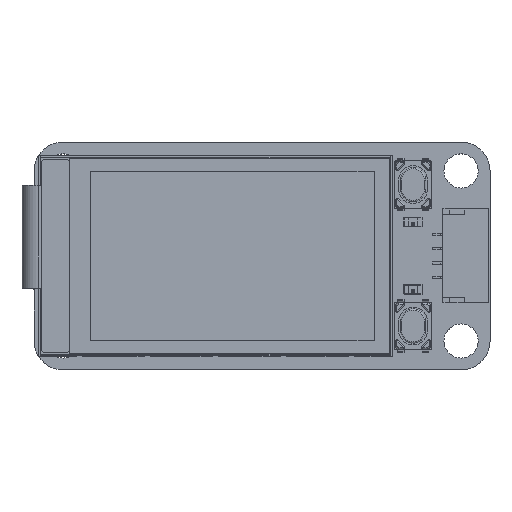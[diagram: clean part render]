
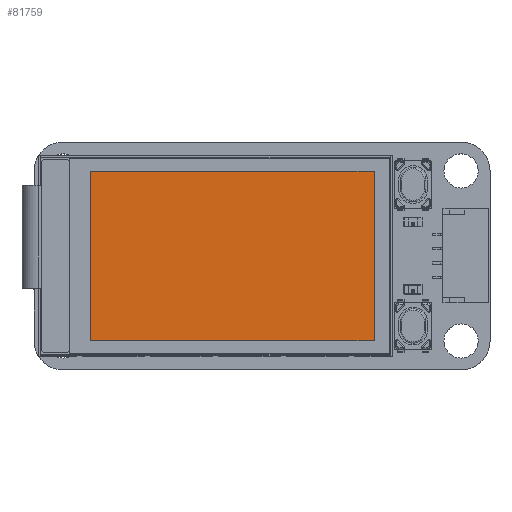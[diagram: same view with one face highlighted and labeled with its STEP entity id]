
A CAD part, top view. The second image highlights one B-rep face of the part: STEP entity #81759.
In plain terms, the highlighted planar face has unit normal (0, 0, 1).
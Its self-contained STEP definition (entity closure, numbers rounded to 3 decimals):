
#81667 = EDGE_CURVE('',#81668,#81670,#81672,.T.);
#81668 = VERTEX_POINT('',#81669);
#81669 = CARTESIAN_POINT('',(-10.991,-7.43,1.092));
#81670 = VERTEX_POINT('',#81671);
#81671 = CARTESIAN_POINT('',(-10.991,7.43,1.092));
#81672 = LINE('',#81673,#81674);
#81673 = CARTESIAN_POINT('',(-10.991,-7.43,1.092));
#81674 = VECTOR('',#81675,1.);
#81675 = DIRECTION('',(0.,1.,0.));
#81700 = EDGE_CURVE('',#81670,#81701,#81703,.T.);
#81701 = VERTEX_POINT('',#81702);
#81702 = CARTESIAN_POINT('',(13.919,7.43,1.092));
#81703 = LINE('',#81704,#81705);
#81704 = CARTESIAN_POINT('',(-10.991,7.43,1.092));
#81705 = VECTOR('',#81706,1.);
#81706 = DIRECTION('',(1.,0.,0.));
#81723 = VERTEX_POINT('',#81724);
#81724 = CARTESIAN_POINT('',(13.919,-7.43,1.092));
#81732 = EDGE_CURVE('',#81701,#81723,#81733,.T.);
#81733 = LINE('',#81734,#81735);
#81734 = CARTESIAN_POINT('',(13.919,7.43,1.092));
#81735 = VECTOR('',#81736,1.);
#81736 = DIRECTION('',(0.,-1.,0.));
#81748 = EDGE_CURVE('',#81723,#81668,#81749,.T.);
#81749 = LINE('',#81750,#81751);
#81750 = CARTESIAN_POINT('',(13.919,-7.43,1.092));
#81751 = VECTOR('',#81752,1.);
#81752 = DIRECTION('',(-1.,0.,0.));
#81759 = ADVANCED_FACE('',(#81760),#81766,.F.);
#81760 = FACE_BOUND('',#81761,.T.);
#81761 = EDGE_LOOP('',(#81762,#81763,#81764,#81765));
#81762 = ORIENTED_EDGE('',*,*,#81748,.F.);
#81763 = ORIENTED_EDGE('',*,*,#81732,.F.);
#81764 = ORIENTED_EDGE('',*,*,#81700,.F.);
#81765 = ORIENTED_EDGE('',*,*,#81667,.F.);
#81766 = PLANE('',#81767);
#81767 = AXIS2_PLACEMENT_3D('',#81768,#81769,#81770);
#81768 = CARTESIAN_POINT('',(0.,0.,1.092));
#81769 = DIRECTION('',(0.,0.,-1.));
#81770 = DIRECTION('',(-1.,0.,0.));
